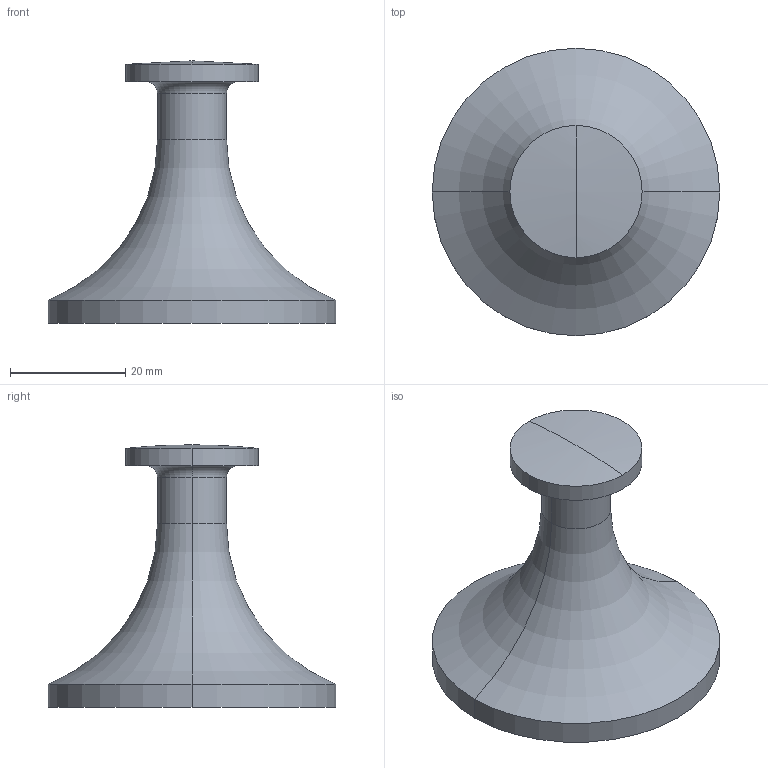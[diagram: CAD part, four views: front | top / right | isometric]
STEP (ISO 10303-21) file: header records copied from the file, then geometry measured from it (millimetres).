
FILE_DESCRIPTION (( 'STEP AP214' ), '1' );
FILE_NAME ('83251809.STEP', '2019-10-24T05:59:43', ( '' ), ( '' ), 'SwSTEP 2.0', 'SolidWorks 2017', '' );
FILE_SCHEMA (( 'AUTOMOTIVE_DESIGN' ));
Length unit declared in the file: millimetre
Products named in the file (2): 83251809; Planungsmodell_Haken-+-09.18.60.536-1
Assembly tree (1 placements, depth 2):
  83251809
    Planungsmodell_Haken-+-09.18.60.536-1
Bounding box: 50 x 50 x 45.61 mm (x, y, z)
Volume: 23840.3 mm3; surface area: 6729.6 mm2
Topology: 1 solids, 1 shells, 14 faces, 28 edges, 17 vertices
Faces by surface type: cylinder 6, torus 4, sphere 2, plane 2
Entity records: 440 total; most frequent: DIRECTION 86, CARTESIAN_POINT 63, ORIENTED_EDGE 56, AXIS2_PLACEMENT_3D 40, EDGE_CURVE 28, CIRCLE 22, VERTEX_POINT 17, EDGE_LOOP 15
